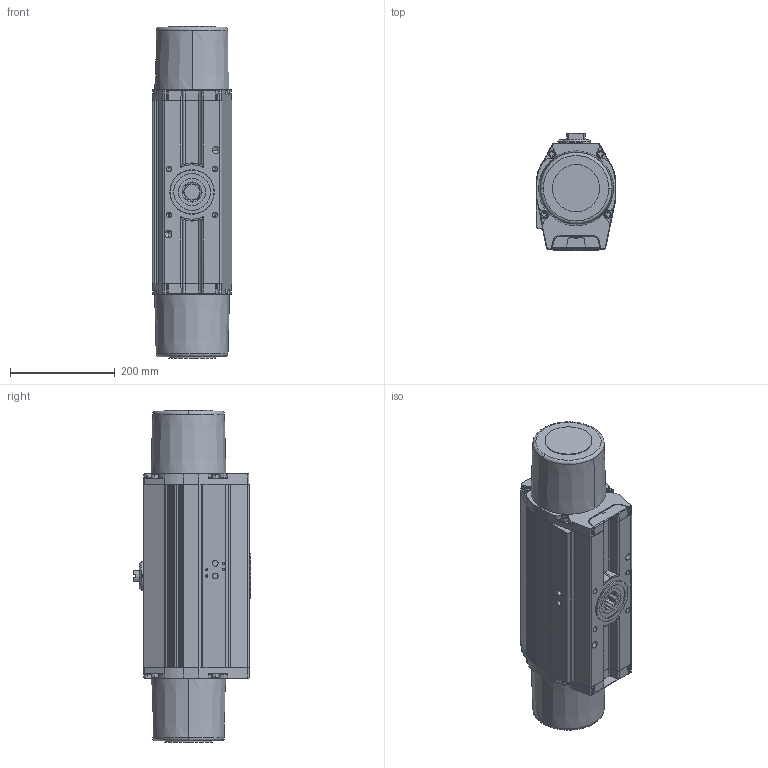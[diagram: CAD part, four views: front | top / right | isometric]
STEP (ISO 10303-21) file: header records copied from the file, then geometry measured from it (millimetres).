
FILE_DESCRIPTION (( 'STEP AP203' ), '1' );
FILE_NAME ('009692.STEP', '2018-08-13T13:16:19', ( '' ), ( '' ), 'SwSTEP 2.0', 'SolidWorks 2018', '' );
FILE_SCHEMA (( 'CONFIG_CONTROL_DESIGN' ));
Products named in the file (1): 009692
Bounding box: 152.3 x 224.25 x 634 mm (x, y, z)
Volume: 14042202.8 mm3; surface area: 439598.4 mm2
Topology: 1 solids, 1 shells, 701 faces, 1856 edges, 1186 vertices
Faces by surface type: plane 275, cylinder 240, cone 96, bspline 90
Entity records: 33892 total; most frequent: CARTESIAN_POINT 16952, ORIENTED_EDGE 3662, DIRECTION 3396, EDGE_CURVE 1831, AXIS2_PLACEMENT_3D 1232, VERTEX_POINT 1184, VECTOR 932, LINE 932
